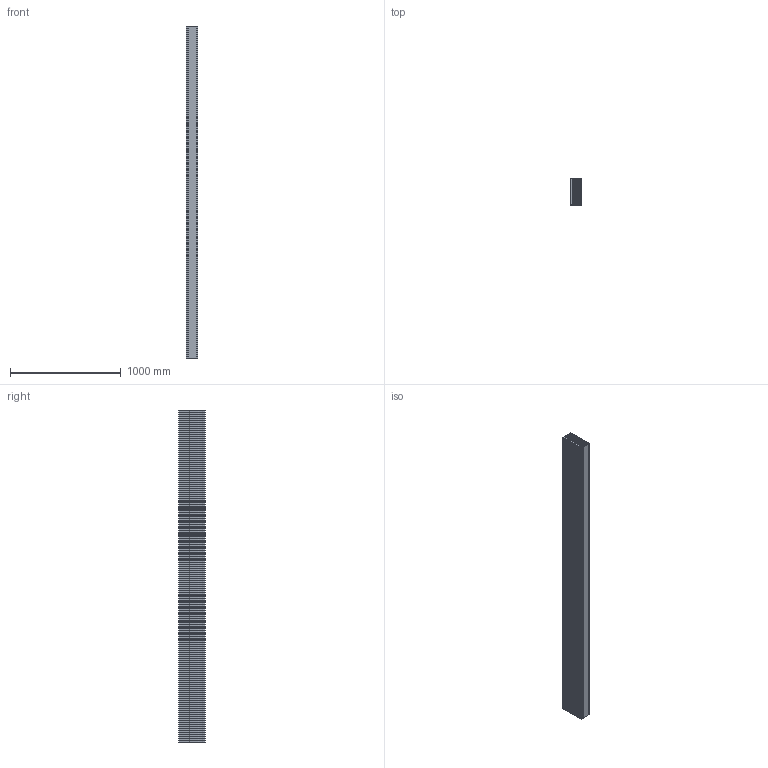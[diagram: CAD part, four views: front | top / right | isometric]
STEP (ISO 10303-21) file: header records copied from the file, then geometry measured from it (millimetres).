
FILE_DESCRIPTION(/* description */ ('STEP AP214'),/* implementation_level */ '2;1');
FILE_NAME(/* name */ 'JK1197.stp',/* time_stamp */ '2019-02-27T10:02:19+01:00',/* author */ ('j.woelkerling'),/* organization */ (' '),/* preprocessor_version */ 'ST-DEVELOPER v16.5',/* originating_system */ 'Autodesk Inventor 2017',/* authorisation */ ' ');
FILE_SCHEMA (('AUTOMOTIVE_DESIGN { 1 0 10303 214 3 1 1 }'));
Length unit declared in the file: millimetre
Products named in the file (1): 105192
Bounding box: 100 x 240.2 x 3000 mm (x, y, z)
Volume: 39529582 mm3; surface area: 23563115.8 mm2
Topology: 1 solids, 1 shells, 1000 faces, 2994 edges, 1996 vertices
Faces by surface type: cylinder 588, plane 412
Entity records: 34355 total; most frequent: DIRECTION 6172, CARTESIAN_POINT 5991, ORIENTED_EDGE 5988, EDGE_CURVE 2994, AXIS2_PLACEMENT_3D 2177, VERTEX_POINT 1996, LINE 1818, VECTOR 1818
